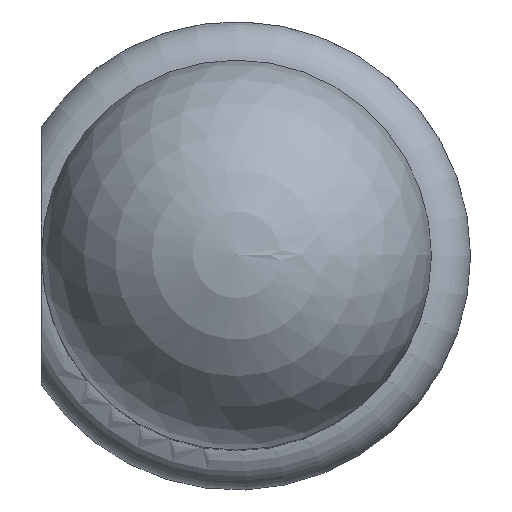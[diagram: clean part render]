
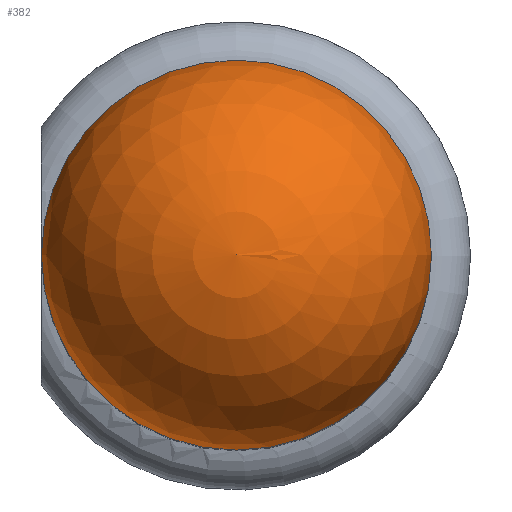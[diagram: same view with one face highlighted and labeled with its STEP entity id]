
A CAD part, top view. The second image highlights one B-rep face of the part: STEP entity #382.
In plain terms, the highlighted spherical face has radius 2.54 mm.
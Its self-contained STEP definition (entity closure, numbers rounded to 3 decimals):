
#382=ADVANCED_FACE('',(#651),#653,.T.);
#651=FACE_OUTER_BOUND('',#652,.T.);
#652=EDGE_LOOP('',(#845));
#653=SPHERICAL_SURFACE('',#654,2.54);
#654=AXIS2_PLACEMENT_3D('',#655,#656,#657);
#655=CARTESIAN_POINT('',(0.,0.,11.65));
#656=DIRECTION('',(-0.,-0.,-1.));
#657=DIRECTION('',(1.,0.,0.));
#845=ORIENTED_EDGE('',*,*,#939,.F.);
#939=EDGE_CURVE('',#1095,#1095,#1096,.T.);
#1095=VERTEX_POINT('',#1534);
#1096=CIRCLE('',#1535,2.54);
#1534=CARTESIAN_POINT('',(2.54,0.,11.65));
#1535=AXIS2_PLACEMENT_3D('',#1536,#1537,#1538);
#1536=CARTESIAN_POINT('',(0.,0.,11.65));
#1537=DIRECTION('',(0.,-0.,-1.));
#1538=DIRECTION('',(1.,0.,0.));
